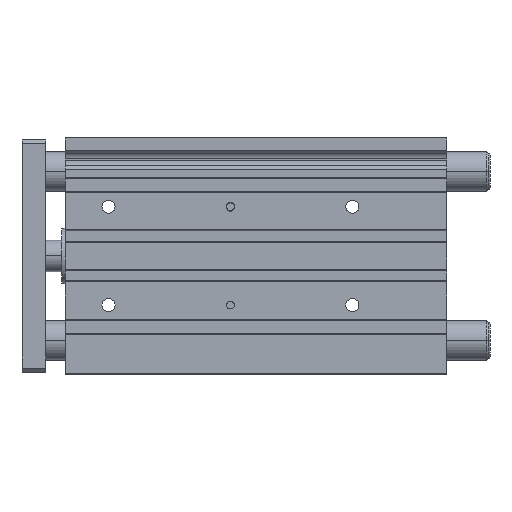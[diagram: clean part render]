
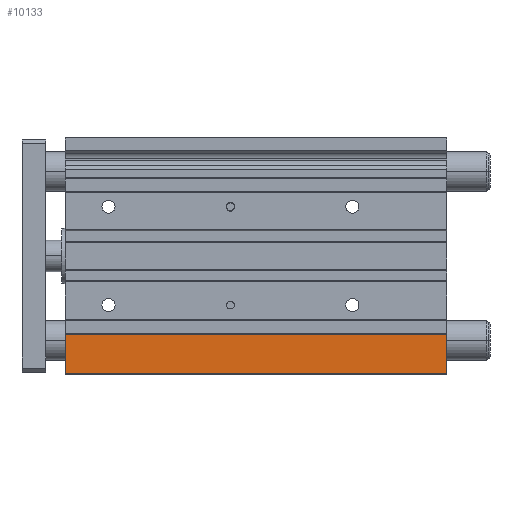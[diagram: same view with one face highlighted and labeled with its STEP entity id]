
A CAD part, top view. The second image highlights one B-rep face of the part: STEP entity #10133.
In plain terms, the highlighted planar face has unit normal (0, 0, 1).
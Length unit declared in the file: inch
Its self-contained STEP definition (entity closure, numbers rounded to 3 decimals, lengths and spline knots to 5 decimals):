
#738 = VECTOR ( 'NONE', #8240, 39.37008 ) ;
#1154 = VERTEX_POINT ( 'NONE', #9937 ) ;
#1168 = CARTESIAN_POINT ( 'NONE',  ( 0., -2.3622, 1.06299 ) ) ;
#2002 = EDGE_LOOP ( 'NONE', ( #2027, #3252, #11113, #8712 ) ) ;
#2027 = ORIENTED_EDGE ( 'NONE', *, *, #11325, .T. ) ;
#2166 = CARTESIAN_POINT ( 'NONE',  ( 7.6378, -1.56496, 1.06299 ) ) ;
#2224 = CARTESIAN_POINT ( 'NONE',  ( 7.6378, -1.56496, 1.06299 ) ) ;
#2801 = DIRECTION ( 'NONE',  ( 0., 0., -1. ) ) ;
#2926 = CARTESIAN_POINT ( 'NONE',  ( 7.6378, -1.56496, 1.06299 ) ) ;
#3005 = VECTOR ( 'NONE', #3461, 39.37008 ) ;
#3252 = ORIENTED_EDGE ( 'NONE', *, *, #3511, .F. ) ;
#3389 = CARTESIAN_POINT ( 'NONE',  ( 7.6378, -1.56496, 1.06299 ) ) ;
#3461 = DIRECTION ( 'NONE',  ( 0., -1., 0. ) ) ;
#3511 = EDGE_CURVE ( 'NONE', #1154, #5600, #9165, .T. ) ;
#3713 = FACE_OUTER_BOUND ( 'NONE', #2002, .T. ) ;
#4733 = PLANE ( 'NONE',  #9157 ) ;
#5600 = VERTEX_POINT ( 'NONE', #1168 ) ;
#6264 = CARTESIAN_POINT ( 'NONE',  ( 0., -1.56496, 1.06299 ) ) ;
#6536 = CARTESIAN_POINT ( 'NONE',  ( 7.6378, -2.3622, 1.06299 ) ) ;
#6607 = DIRECTION ( 'NONE',  ( 0., -1., 0. ) ) ;
#7087 = EDGE_CURVE ( 'NONE', #7390, #1154, #10641, .T. ) ;
#7089 = VECTOR ( 'NONE', #7760, 39.37008 ) ;
#7132 = DIRECTION ( 'NONE',  ( 0., -1., 0. ) ) ;
#7381 = EDGE_CURVE ( 'NONE', #7390, #11071, #11414, .T. ) ;
#7390 = VERTEX_POINT ( 'NONE', #2166 ) ;
#7567 = CARTESIAN_POINT ( 'NONE',  ( 0., -1.56496, 1.06299 ) ) ;
#7760 = DIRECTION ( 'NONE',  ( -1., 0., 0. ) ) ;
#8240 = DIRECTION ( 'NONE',  ( -1., 0., 0. ) ) ;
#8712 = ORIENTED_EDGE ( 'NONE', *, *, #7381, .T. ) ;
#8927 = VECTOR ( 'NONE', #7132, 39.37008 ) ;
#9157 = AXIS2_PLACEMENT_3D ( 'NONE', #2926, #2801, #6607 ) ;
#9165 = LINE ( 'NONE', #6536, #738 ) ;
#9933 = LINE ( 'NONE', #6264, #8927 ) ;
#9937 = CARTESIAN_POINT ( 'NONE',  ( 7.6378, -2.3622, 1.06299 ) ) ;
#10133 = ADVANCED_FACE ( 'NONE', ( #3713 ), #4733, .F. ) ;
#10641 = LINE ( 'NONE', #3389, #3005 ) ;
#11071 = VERTEX_POINT ( 'NONE', #7567 ) ;
#11113 = ORIENTED_EDGE ( 'NONE', *, *, #7087, .F. ) ;
#11325 = EDGE_CURVE ( 'NONE', #11071, #5600, #9933, .T. ) ;
#11414 = LINE ( 'NONE', #2224, #7089 ) ;
